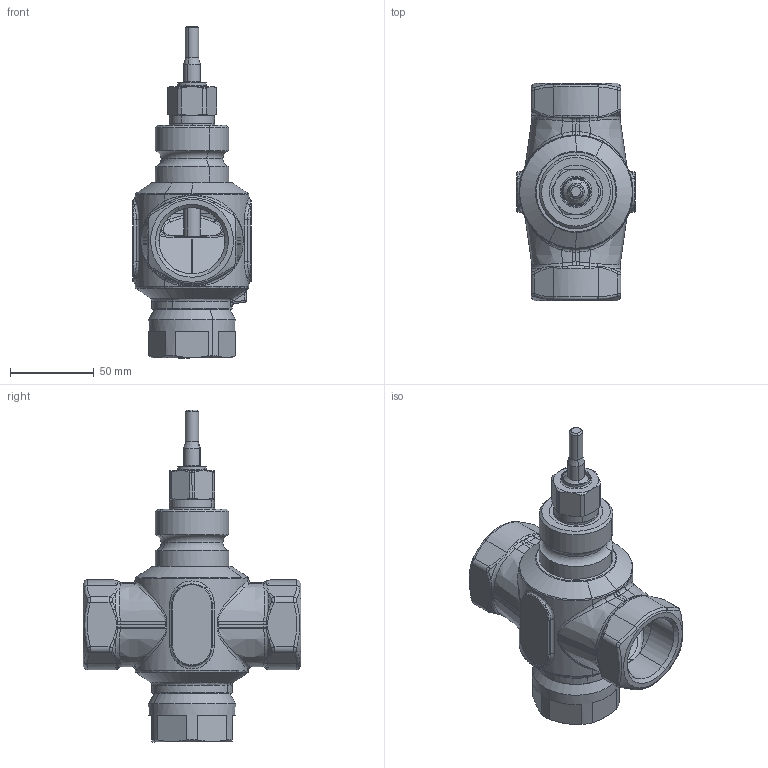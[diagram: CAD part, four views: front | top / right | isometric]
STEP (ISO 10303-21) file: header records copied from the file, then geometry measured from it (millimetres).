
FILE_DESCRIPTION(('CATIA V5 STEP Exchange'),'2;1');
FILE_NAME('VLA131 DN32.stp','2016-06-10T05:22:11+00:00',('none'),('none'),'CATIA Version 5 Release 20 SP 6 (IN-10)','CATIA V5 STEP AP203','none');
FILE_SCHEMA(('CONFIG_CONTROL_DESIGN'));
Products named in the file (2): Product1; 954-1367s1
Assembly tree (11 placements, depth 3):
  Product1
    #58
    954-1367s1
      #39894
      #42823  x2
      #42961  x2
      #43400
      #43579
    #43771
    #44475
Bounding box: 70.5 x 130 x 198.22 mm (x, y, z)
Volume: 238548.2 mm3; surface area: 89783.7 mm2
Topology: 10 solids, 10 shells, 917 faces, 2131 edges, 1223 vertices
Faces by surface type: bspline 331, cylinder 186, torus 148, plane 126, cone 105, sphere 13, revolution 8
Entity records: 46398 total; most frequent: CARTESIAN_POINT 29625, ORIENTED_EDGE 4138, EDGE_CURVE 2069, DIRECTION 2007, VERTEX_POINT 1201, AXIS2_PLACEMENT_3D 1138, B_SPLINE_CURVE_WITH_KNOTS 1036, EDGE_LOOP 928
